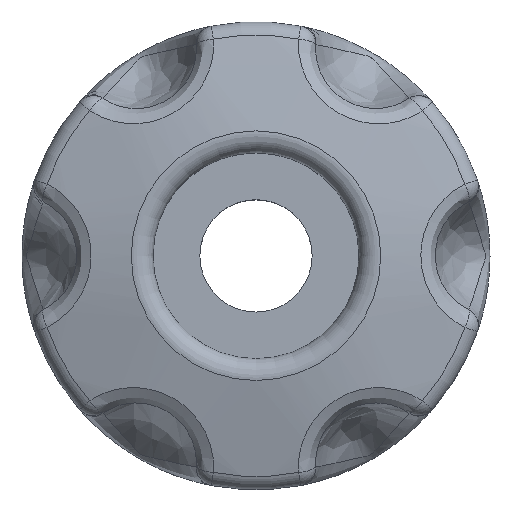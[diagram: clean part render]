
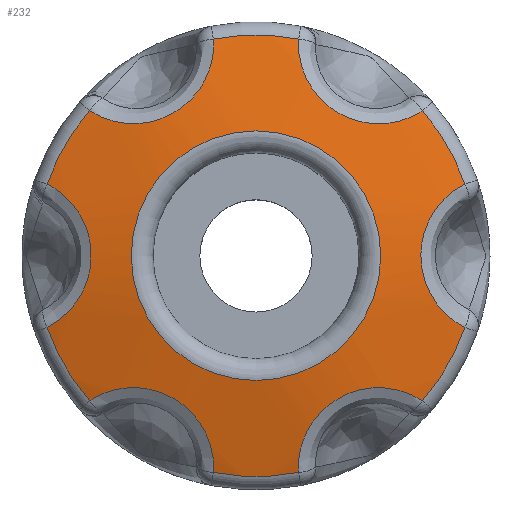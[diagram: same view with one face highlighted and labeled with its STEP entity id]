
A CAD part, top view. The second image highlights one B-rep face of the part: STEP entity #232.
In plain terms, the highlighted spherical face has radius 40.062 mm.
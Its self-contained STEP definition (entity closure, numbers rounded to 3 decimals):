
#73=CARTESIAN_POINT('',(6.666,0.,20.441));
#74=VERTEX_POINT('',#73);
#75=CARTESIAN_POINT('',(0.,0.,20.441));
#76=DIRECTION('',(0.0,0.0,1.0));
#77=DIRECTION('',(-1.0,0.0,0.0));
#78=AXIS2_PLACEMENT_3D('',#75,#76,#77);
#79=CIRCLE('',#78,6.666);
#80=EDGE_CURVE('',#74,#74,#79,.T.);
#96=CARTESIAN_POINT('',(0.,0.,-19.062));
#97=DIRECTION('',(0.0,0.0,1.0));
#98=DIRECTION('',(1.0,0.0,0.0));
#99=AXIS2_PLACEMENT_3D('',#96,#97,#98);
#100=SPHERICAL_SURFACE('',#99,40.062);
#101=CARTESIAN_POINT('',(-2.269,-11.574,19.225));
#102=VERTEX_POINT('',#101);
#103=CARTESIAN_POINT('',(-8.889,-7.752,19.225));
#104=VERTEX_POINT('',#103);
#105=CARTESIAN_POINT('',(-2.269,-11.574,19.225));
#106=CARTESIAN_POINT('',(-2.212,-10.7,19.492));
#107=CARTESIAN_POINT('',(-2.56,-9.341,19.831));
#108=CARTESIAN_POINT('',(-4.098,-7.612,20.076));
#109=CARTESIAN_POINT('',(-6.354,-6.753,19.947));
#110=CARTESIAN_POINT('',(-8.16,-7.265,19.492));
#111=CARTESIAN_POINT('',(-8.889,-7.752,19.225));
#112=B_SPLINE_CURVE_WITH_KNOTS('',3,(#105,#106,#107,#108,#109,#110,#111),.UNSPECIFIED.,.F.,.U.,(4,1,1,1,4),(2.978,3.246,3.38,3.648,3.916),.UNSPECIFIED.);
#113=EDGE_CURVE('',#102,#104,#112,.T.);
#114=ORIENTED_EDGE('',*,*,#113,.F.);
#115=CARTESIAN_POINT('',(2.269,-11.574,19.225));
#116=VERTEX_POINT('',#115);
#117=CARTESIAN_POINT('',(0.,0.,19.225));
#118=DIRECTION('',(0.0,0.0,-1.0));
#119=DIRECTION('',(0.0,-1.0,0.0));
#120=AXIS2_PLACEMENT_3D('',#117,#118,#119);
#121=CIRCLE('',#120,11.794);
#122=EDGE_CURVE('',#116,#102,#121,.T.);
#123=ORIENTED_EDGE('',*,*,#122,.F.);
#124=CARTESIAN_POINT('',(8.889,-7.752,19.225));
#125=VERTEX_POINT('',#124);
#126=CARTESIAN_POINT('',(8.889,-7.752,19.225));
#127=CARTESIAN_POINT('',(8.16,-7.265,19.492));
#128=CARTESIAN_POINT('',(6.81,-6.888,19.831));
#129=CARTESIAN_POINT('',(4.543,-7.355,20.076));
#130=CARTESIAN_POINT('',(2.671,-8.879,19.947));
#131=CARTESIAN_POINT('',(2.212,-10.7,19.492));
#132=CARTESIAN_POINT('',(2.269,-11.574,19.225));
#133=B_SPLINE_CURVE_WITH_KNOTS('',3,(#126,#127,#128,#129,#130,#131,#132),.UNSPECIFIED.,.F.,.U.,(4,1,1,1,4),(0.826,1.095,1.229,1.497,1.765),.UNSPECIFIED.);
#134=EDGE_CURVE('',#125,#116,#133,.T.);
#135=ORIENTED_EDGE('',*,*,#134,.F.);
#136=CARTESIAN_POINT('',(11.158,-3.822,19.225));
#137=VERTEX_POINT('',#136);
#138=CARTESIAN_POINT('',(0.,0.,19.225));
#139=DIRECTION('',(0.0,0.0,-1.0));
#140=DIRECTION('',(0.866,-0.5,0.0));
#141=AXIS2_PLACEMENT_3D('',#138,#139,#140);
#142=CIRCLE('',#141,11.794);
#143=EDGE_CURVE('',#137,#125,#142,.T.);
#144=ORIENTED_EDGE('',*,*,#143,.F.);
#145=CARTESIAN_POINT('',(11.158,3.822,19.225));
#146=VERTEX_POINT('',#145);
#147=CARTESIAN_POINT('',(11.158,3.822,19.225));
#148=CARTESIAN_POINT('',(10.372,3.435,19.492));
#149=CARTESIAN_POINT('',(9.37,2.454,19.831));
#150=CARTESIAN_POINT('',(8.642,0.257,20.076));
#151=CARTESIAN_POINT('',(9.025,-2.126,19.947));
#152=CARTESIAN_POINT('',(10.372,-3.435,19.492));
#153=CARTESIAN_POINT('',(11.158,-3.822,19.225));
#154=B_SPLINE_CURVE_WITH_KNOTS('',3,(#147,#148,#149,#150,#151,#152,#153),.UNSPECIFIED.,.F.,.U.,(4,1,1,1,4),(0.329,0.597,0.731,0.999,1.267),.UNSPECIFIED.);
#155=EDGE_CURVE('',#146,#137,#154,.T.);
#156=ORIENTED_EDGE('',*,*,#155,.F.);
#157=CARTESIAN_POINT('',(8.889,7.752,19.225));
#158=VERTEX_POINT('',#157);
#159=CARTESIAN_POINT('',(0.,0.,19.225));
#160=DIRECTION('',(0.0,0.0,-1.0));
#161=DIRECTION('',(0.866,0.5,0.0));
#162=AXIS2_PLACEMENT_3D('',#159,#160,#161);
#163=CIRCLE('',#162,11.794);
#164=EDGE_CURVE('',#158,#146,#163,.T.);
#165=ORIENTED_EDGE('',*,*,#164,.F.);
#166=CARTESIAN_POINT('',(2.269,11.574,19.225));
#167=VERTEX_POINT('',#166);
#168=CARTESIAN_POINT('',(2.269,11.574,19.225));
#169=CARTESIAN_POINT('',(2.212,10.7,19.492));
#170=CARTESIAN_POINT('',(2.56,9.341,19.831));
#171=CARTESIAN_POINT('',(4.098,7.612,20.076));
#172=CARTESIAN_POINT('',(6.354,6.753,19.947));
#173=CARTESIAN_POINT('',(8.16,7.265,19.492));
#174=CARTESIAN_POINT('',(8.889,7.752,19.225));
#175=B_SPLINE_CURVE_WITH_KNOTS('',3,(#168,#169,#170,#171,#172,#173,#174),.UNSPECIFIED.,.F.,.U.,(4,1,1,1,4),(2.978,3.246,3.38,3.648,3.916),.UNSPECIFIED.);
#176=EDGE_CURVE('',#167,#158,#175,.T.);
#177=ORIENTED_EDGE('',*,*,#176,.F.);
#178=CARTESIAN_POINT('',(-2.269,11.574,19.225));
#179=VERTEX_POINT('',#178);
#180=CARTESIAN_POINT('',(0.,0.,19.225));
#181=DIRECTION('',(0.0,0.0,-1.0));
#182=DIRECTION('',(0.0,1.0,0.0));
#183=AXIS2_PLACEMENT_3D('',#180,#181,#182);
#184=CIRCLE('',#183,11.794);
#185=EDGE_CURVE('',#179,#167,#184,.T.);
#186=ORIENTED_EDGE('',*,*,#185,.F.);
#187=CARTESIAN_POINT('',(-8.889,7.752,19.225));
#188=VERTEX_POINT('',#187);
#189=CARTESIAN_POINT('',(-8.889,7.752,19.225));
#190=CARTESIAN_POINT('',(-8.16,7.265,19.492));
#191=CARTESIAN_POINT('',(-6.81,6.888,19.831));
#192=CARTESIAN_POINT('',(-4.543,7.355,20.076));
#193=CARTESIAN_POINT('',(-2.671,8.879,19.947));
#194=CARTESIAN_POINT('',(-2.212,10.7,19.492));
#195=CARTESIAN_POINT('',(-2.269,11.574,19.225));
#196=B_SPLINE_CURVE_WITH_KNOTS('',3,(#189,#190,#191,#192,#193,#194,#195),.UNSPECIFIED.,.F.,.U.,(4,1,1,1,4),(0.826,1.095,1.229,1.497,1.765),.UNSPECIFIED.);
#197=EDGE_CURVE('',#188,#179,#196,.T.);
#198=ORIENTED_EDGE('',*,*,#197,.F.);
#199=CARTESIAN_POINT('',(-11.158,3.822,19.225));
#200=VERTEX_POINT('',#199);
#201=CARTESIAN_POINT('',(0.,0.,19.225));
#202=DIRECTION('',(0.0,0.0,-1.0));
#203=DIRECTION('',(-0.866,0.5,0.0));
#204=AXIS2_PLACEMENT_3D('',#201,#202,#203);
#205=CIRCLE('',#204,11.794);
#206=EDGE_CURVE('',#200,#188,#205,.T.);
#207=ORIENTED_EDGE('',*,*,#206,.F.);
#208=CARTESIAN_POINT('',(-11.158,-3.822,19.225));
#209=VERTEX_POINT('',#208);
#210=CARTESIAN_POINT('',(-11.158,-3.822,19.225));
#211=CARTESIAN_POINT('',(-10.372,-3.435,19.492));
#212=CARTESIAN_POINT('',(-9.37,-2.454,19.831));
#213=CARTESIAN_POINT('',(-8.642,-0.257,20.076));
#214=CARTESIAN_POINT('',(-9.025,2.126,19.947));
#215=CARTESIAN_POINT('',(-10.372,3.435,19.492));
#216=CARTESIAN_POINT('',(-11.158,3.822,19.225));
#217=B_SPLINE_CURVE_WITH_KNOTS('',3,(#210,#211,#212,#213,#214,#215,#216),.UNSPECIFIED.,.F.,.U.,(4,1,1,1,4),(0.329,0.597,0.731,0.999,1.267),.UNSPECIFIED.);
#218=EDGE_CURVE('',#209,#200,#217,.T.);
#219=ORIENTED_EDGE('',*,*,#218,.F.);
#220=CARTESIAN_POINT('',(0.,0.,19.225));
#221=DIRECTION('',(0.0,0.0,-1.0));
#222=DIRECTION('',(-0.866,-0.5,0.0));
#223=AXIS2_PLACEMENT_3D('',#220,#221,#222);
#224=CIRCLE('',#223,11.794);
#225=EDGE_CURVE('',#104,#209,#224,.T.);
#226=ORIENTED_EDGE('',*,*,#225,.F.);
#227=EDGE_LOOP('',(#114,#123,#135,#144,#156,#165,#177,#186,#198,#207,#219,#226));
#228=FACE_OUTER_BOUND('',#227,.T.);
#229=ORIENTED_EDGE('',*,*,#80,.F.);
#230=EDGE_LOOP('',(#229));
#231=FACE_BOUND('',#230,.T.);
#232=ADVANCED_FACE('',(#228,#231),#100,.T.);
